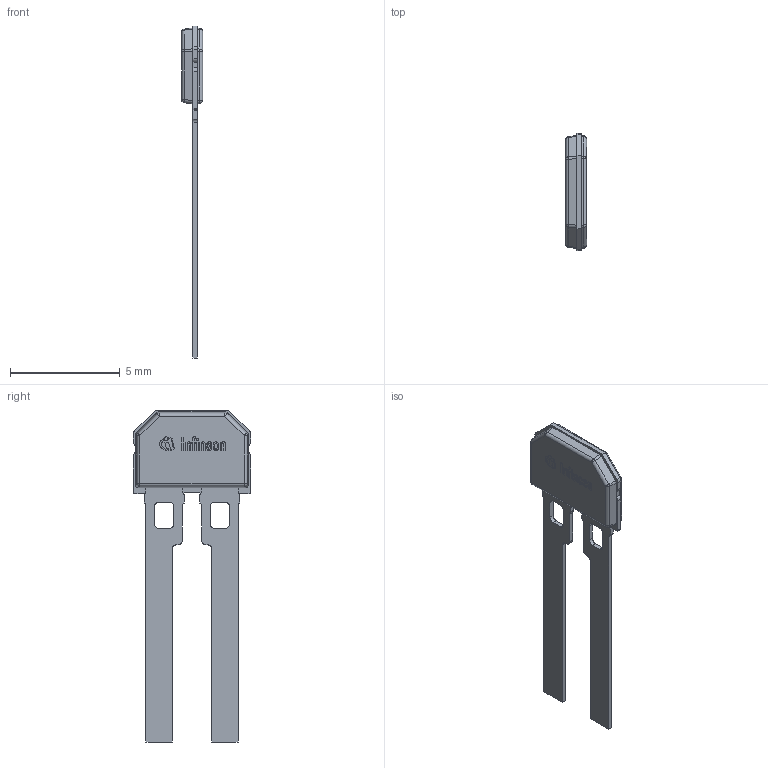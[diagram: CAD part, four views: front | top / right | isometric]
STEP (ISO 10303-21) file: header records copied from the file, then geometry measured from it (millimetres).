
FILE_DESCRIPTION(/* description */ (''),/* implementation_level */ '2;1');
FILE_NAME(/* name */ 'PG-SSO-2-51_Z8B00187418_V02_3D.stp',/* time_stamp */ '2020-07-13T12:12:42+06:00',/* author */ ('janartha'),/* organization */ (''),/* preprocessor_version */ 'ST-DEVELOPER v16.13',/* originating_system */ 'AutoCAD Mechanical',/* authorisation */ '');
FILE_SCHEMA (('AUTOMOTIVE_DESIGN { 1 0 10303 214 3 1 1 }'));
Length unit declared in the file: millimetre
Products named in the file (1): Product
Bounding box: 0.97 x 5.34 x 15.15 mm (x, y, z)
Volume: 21.7 mm3; surface area: 186.9 mm2
Topology: 17 solids, 17 shells, 244 faces, 594 edges, 384 vertices
Faces by surface type: plane 156, cylinder 58, bspline 18, sphere 12
Full cylindrical faces by diameter (mm): 0.093 x1, 0.189 x1
Entity records: 7470 total; most frequent: CARTESIAN_POINT 1775, ORIENTED_EDGE 1184, DIRECTION 1126, EDGE_CURVE 592, LINE 440, VECTOR 440, VERTEX_POINT 384, AXIS2_PLACEMENT_3D 343
